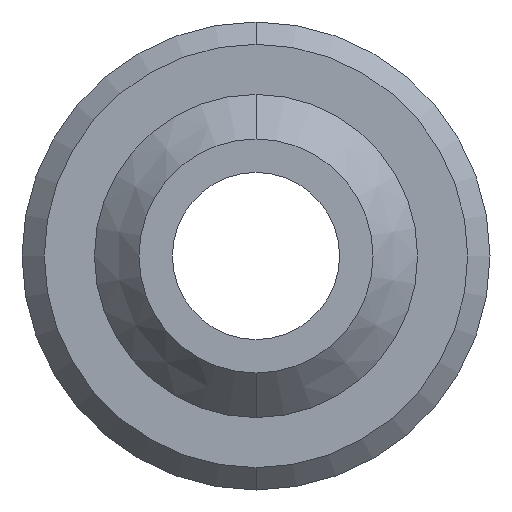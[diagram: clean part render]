
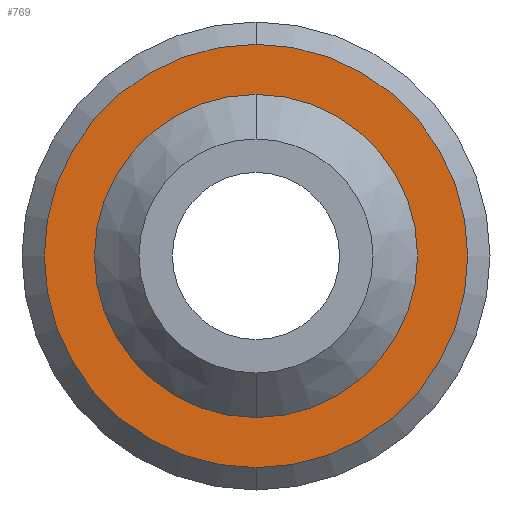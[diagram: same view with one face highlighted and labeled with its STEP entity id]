
A CAD part, front view. The second image highlights one B-rep face of the part: STEP entity #769.
In plain terms, the highlighted planar face has unit normal (0, -1, 0).
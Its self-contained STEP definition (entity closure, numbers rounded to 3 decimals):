
#32 = EDGE_LOOP ( 'NONE', ( #655, #578 ) ) ;
#51 = DIRECTION ( 'NONE',  ( 0., 0., 1. ) ) ;
#69 = DIRECTION ( 'NONE',  ( 0., 0., 1. ) ) ;
#100 = CARTESIAN_POINT ( 'NONE',  ( 0., 5.87, 1.9 ) ) ;
#227 = PLANE ( 'NONE',  #936 ) ;
#258 = CARTESIAN_POINT ( 'NONE',  ( 0., 5.87, 0. ) ) ;
#262 = ORIENTED_EDGE ( 'NONE', *, *, #374, .T. ) ;
#308 = DIRECTION ( 'NONE',  ( 0., 0., 1. ) ) ;
#359 = CARTESIAN_POINT ( 'NONE',  ( 2.1, 5.87, 0. ) ) ;
#374 = EDGE_CURVE ( 'NONE', #939, #487, #719, .T. ) ;
#377 = CARTESIAN_POINT ( 'NONE',  ( 0., 5.87, -1.325 ) ) ;
#425 = CARTESIAN_POINT ( 'NONE',  ( 0., 5.87, 0. ) ) ;
#431 = CIRCLE ( 'NONE', #669, 1.325 ) ;
#433 = AXIS2_PLACEMENT_3D ( 'NONE', #539, #757, #69 ) ;
#487 = VERTEX_POINT ( 'NONE', #100 ) ;
#506 = FACE_BOUND ( 'NONE', #32, .T. ) ;
#528 = ORIENTED_EDGE ( 'NONE', *, *, #657, .T. ) ;
#531 = CARTESIAN_POINT ( 'NONE',  ( 0., 5.87, 1.325 ) ) ;
#539 = CARTESIAN_POINT ( 'NONE',  ( 0., 5.87, 0. ) ) ;
#578 = ORIENTED_EDGE ( 'NONE', *, *, #771, .T. ) ;
#600 = CIRCLE ( 'NONE', #972, 1.9 ) ;
#611 = EDGE_CURVE ( 'NONE', #803, #904, #431, .T. ) ;
#634 = CARTESIAN_POINT ( 'NONE',  ( 0., 5.87, -1.9 ) ) ;
#654 = DIRECTION ( 'NONE',  ( 0., -1., 0. ) ) ;
#655 = ORIENTED_EDGE ( 'NONE', *, *, #611, .T. ) ;
#657 = EDGE_CURVE ( 'NONE', #487, #939, #600, .T. ) ;
#669 = AXIS2_PLACEMENT_3D ( 'NONE', #425, #876, #51 ) ;
#691 = CARTESIAN_POINT ( 'NONE',  ( 0., 5.87, 0. ) ) ;
#719 = CIRCLE ( 'NONE', #908, 1.9 ) ;
#757 = DIRECTION ( 'NONE',  ( 0., 1., 0. ) ) ;
#767 = DIRECTION ( 'NONE',  ( 0., -1., 0. ) ) ;
#769 = ADVANCED_FACE ( 'NONE', ( #775, #506 ), #227, .F. ) ;
#771 = EDGE_CURVE ( 'NONE', #904, #803, #840, .T. ) ;
#775 = FACE_OUTER_BOUND ( 'NONE', #805, .T. ) ;
#796 = DIRECTION ( 'NONE',  ( 0., 0., 1. ) ) ;
#803 = VERTEX_POINT ( 'NONE', #531 ) ;
#805 = EDGE_LOOP ( 'NONE', ( #528, #262 ) ) ;
#840 = CIRCLE ( 'NONE', #433, 1.325 ) ;
#841 = DIRECTION ( 'NONE',  ( 0., 1., 0. ) ) ;
#876 = DIRECTION ( 'NONE',  ( 0., 1., 0. ) ) ;
#904 = VERTEX_POINT ( 'NONE', #377 ) ;
#908 = AXIS2_PLACEMENT_3D ( 'NONE', #691, #767, #308 ) ;
#914 = DIRECTION ( 'NONE',  ( 0., 0., 1. ) ) ;
#936 = AXIS2_PLACEMENT_3D ( 'NONE', #359, #841, #914 ) ;
#939 = VERTEX_POINT ( 'NONE', #634 ) ;
#972 = AXIS2_PLACEMENT_3D ( 'NONE', #258, #654, #796 ) ;
